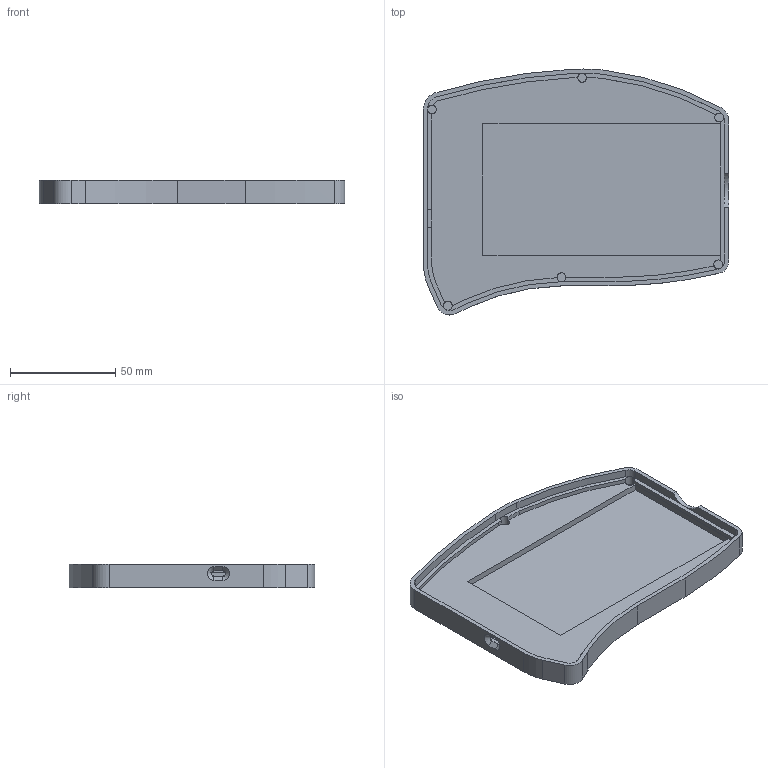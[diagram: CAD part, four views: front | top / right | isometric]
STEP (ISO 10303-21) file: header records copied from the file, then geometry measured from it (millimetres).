
FILE_DESCRIPTION(('FreeCAD Model'),'2;1');
FILE_NAME('Open CASCADE Shape Model','2022-07-16T01:11:20',('Author'),( ''),'Open CASCADE STEP processor 7.5','FreeCAD','Unknown');
FILE_SCHEMA(('AUTOMOTIVE_DESIGN { 1 0 10303 214 1 1 1 1 }'));
Length unit declared in the file: millimetre
Products named in the file (1): Body_int
Bounding box: 144.8 x 116.66 x 11 mm (x, y, z)
Volume: 59173.2 mm3; surface area: 37647.8 mm2
Topology: 1 solids, 1 shells, 95 faces, 251 edges, 165 vertices
Faces by surface type: plane 50, cylinder 43, cone 2
Full cylindrical faces by diameter (mm): 4.2 x6, 8.8 x8
Entity records: 3002 total; most frequent: DIRECTION 550, CARTESIAN_POINT 512, ORIENTED_EDGE 502, EDGE_CURVE 251, AXIS2_PLACEMENT_3D 203, VERTEX_POINT 165, LINE 144, VECTOR 144
